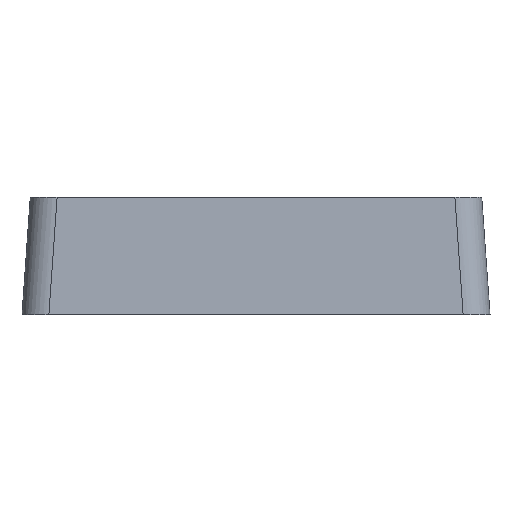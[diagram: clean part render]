
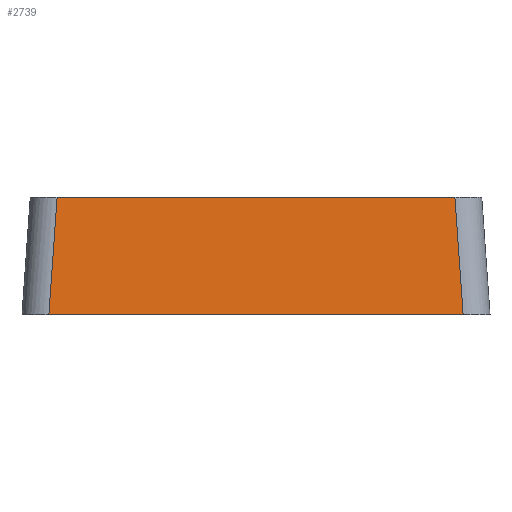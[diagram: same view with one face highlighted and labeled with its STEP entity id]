
A CAD part, front view. The second image highlights one B-rep face of the part: STEP entity #2739.
In plain terms, the highlighted planar face has unit normal (0, -0.998, 0.07).
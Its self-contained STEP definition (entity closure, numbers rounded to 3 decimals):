
#186=PLANE('',#2914);
#268=FACE_OUTER_BOUND('',#414,.T.);
#414=EDGE_LOOP('',(#1855,#1856,#1857,#1858));
#596=LINE('',#4040,#877);
#598=LINE('',#4046,#879);
#599=LINE('',#4048,#880);
#600=LINE('',#4049,#881);
#877=VECTOR('',#3198,10.);
#879=VECTOR('',#3204,10.);
#880=VECTOR('',#3205,10.);
#881=VECTOR('',#3206,10.);
#1167=VERTEX_POINT('',#4037);
#1168=VERTEX_POINT('',#4039);
#1170=VERTEX_POINT('',#4045);
#1171=VERTEX_POINT('',#4047);
#1441=EDGE_CURVE('',#1167,#1168,#596,.T.);
#1444=EDGE_CURVE('',#1170,#1167,#598,.F.);
#1445=EDGE_CURVE('',#1171,#1170,#599,.T.);
#1446=EDGE_CURVE('',#1168,#1171,#600,.T.);
#1855=ORIENTED_EDGE('',*,*,#1441,.F.);
#1856=ORIENTED_EDGE('',*,*,#1444,.F.);
#1857=ORIENTED_EDGE('',*,*,#1445,.F.);
#1858=ORIENTED_EDGE('',*,*,#1446,.F.);
#2739=ADVANCED_FACE('',(#268),#186,.T.);
#2914=AXIS2_PLACEMENT_3D('',#4044,#3202,#3203);
#3198=DIRECTION('',(0.07,-0.07,-0.995));
#3202=DIRECTION('center_axis',(0.,-0.998,0.07));
#3203=DIRECTION('ref_axis',(1.,0.,0.));
#3204=DIRECTION('',(-1.,0.,0.));
#3205=DIRECTION('',(0.07,0.07,0.995));
#3206=DIRECTION('',(-1.,0.,0.));
#4037=CARTESIAN_POINT('',(55.786,-7.276,12.5));
#4039=CARTESIAN_POINT('',(57.01,-8.5,-5.));
#4040=CARTESIAN_POINT('',(56.861,-8.351,-2.87));
#4044=CARTESIAN_POINT('Origin',(-8.5,-8.5,-5.));
#4045=CARTESIAN_POINT('',(-3.286,-7.276,12.5));
#4046=CARTESIAN_POINT('',(8.875,-7.276,12.5));
#4047=CARTESIAN_POINT('',(-4.51,-8.5,-5.));
#4048=CARTESIAN_POINT('',(-4.392,-8.383,-3.32));
#4049=CARTESIAN_POINT('',(61.,-8.5,-5.));
